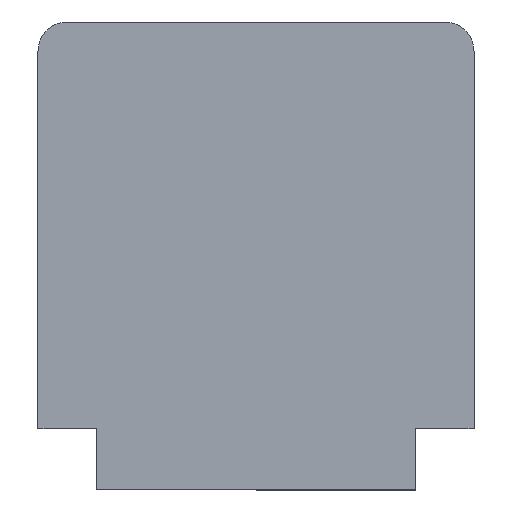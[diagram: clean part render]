
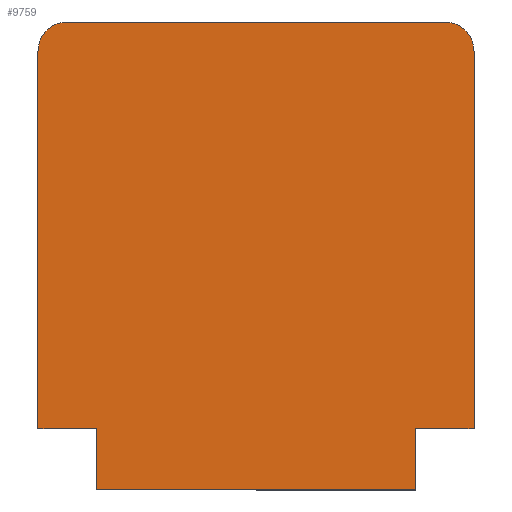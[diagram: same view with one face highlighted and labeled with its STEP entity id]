
A CAD part, left-side view. The second image highlights one B-rep face of the part: STEP entity #9759.
In plain terms, the highlighted planar face has unit normal (-1, 0, 0).
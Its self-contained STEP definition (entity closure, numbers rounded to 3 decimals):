
#122=AXIS2_PLACEMENT_3D('Circle Axis2P3D',#120,#121,$) ;
#1200=AXIS2_PLACEMENT_3D('Circle Axis2P3D',#1198,#1199,$) ;
#9740=AXIS2_PLACEMENT_3D('Plane Axis2P3D',#9737,#9738,#9739) ;
#41=CARTESIAN_POINT('Vertex',(0.,0.,15.1)) ;
#46=CARTESIAN_POINT('Line Origine',(0.,0.,8.6)) ;
#50=CARTESIAN_POINT('Vertex',(0.,0.,2.1)) ;
#115=CARTESIAN_POINT('Vertex',(0.,1.,16.1)) ;
#120=CARTESIAN_POINT('Axis2P3D Location',(0.,1.,15.1)) ;
#422=CARTESIAN_POINT('Line Origine',(0.,1.,2.1)) ;
#426=CARTESIAN_POINT('Vertex',(0.,2.,2.1)) ;
#675=CARTESIAN_POINT('Vertex',(0.,14.,16.1)) ;
#678=CARTESIAN_POINT('Line Origine',(0.,7.5,16.1)) ;
#1013=CARTESIAN_POINT('Vertex',(0.,13.,2.1)) ;
#1016=CARTESIAN_POINT('Line Origine',(0.,14.,2.1)) ;
#1020=CARTESIAN_POINT('Vertex',(0.,15.,2.1)) ;
#1133=CARTESIAN_POINT('Line Origine',(0.,15.,8.6)) ;
#1137=CARTESIAN_POINT('Vertex',(0.,15.,15.1)) ;
#1198=CARTESIAN_POINT('Axis2P3D Location',(0.,14.,15.1)) ;
#9387=CARTESIAN_POINT('Line Origine',(0.,2.,1.05)) ;
#9391=CARTESIAN_POINT('Vertex',(0.,2.,0.)) ;
#9429=CARTESIAN_POINT('Vertex',(0.,13.,0.)) ;
#9434=CARTESIAN_POINT('Line Origine',(0.,13.,1.05)) ;
#9737=CARTESIAN_POINT('Axis2P3D Location',(0.,7.5,0.)) ;
#9742=CARTESIAN_POINT('Line Origine',(0.,7.5,0.)) ;
#47=DIRECTION('Vector Direction',(0.,0.,-1.)) ;
#121=DIRECTION('Axis2P3D Direction',(1.,0.,0.)) ;
#423=DIRECTION('Vector Direction',(0.,1.,0.)) ;
#679=DIRECTION('Vector Direction',(0.,-1.,0.)) ;
#1017=DIRECTION('Vector Direction',(0.,1.,0.)) ;
#1134=DIRECTION('Vector Direction',(0.,0.,1.)) ;
#1199=DIRECTION('Axis2P3D Direction',(1.,0.,0.)) ;
#9388=DIRECTION('Vector Direction',(0.,0.,-1.)) ;
#9435=DIRECTION('Vector Direction',(0.,0.,1.)) ;
#9738=DIRECTION('Axis2P3D Direction',(1.,0.,0.)) ;
#9739=DIRECTION('Axis2P3D XDirection',(0.,1.,0.)) ;
#9743=DIRECTION('Vector Direction',(0.,1.,0.)) ;
#48=VECTOR('Line Direction',#47,1.) ;
#424=VECTOR('Line Direction',#423,1.) ;
#680=VECTOR('Line Direction',#679,1.) ;
#1018=VECTOR('Line Direction',#1017,1.) ;
#1135=VECTOR('Line Direction',#1134,1.) ;
#9389=VECTOR('Line Direction',#9388,1.) ;
#9436=VECTOR('Line Direction',#9435,1.) ;
#9744=VECTOR('Line Direction',#9743,1.) ;
#9748=ORIENTED_EDGE('',*,*,#9438,.T.) ;
#9749=ORIENTED_EDGE('',*,*,#9746,.T.) ;
#9750=ORIENTED_EDGE('',*,*,#9393,.T.) ;
#9751=ORIENTED_EDGE('',*,*,#428,.F.) ;
#9752=ORIENTED_EDGE('',*,*,#52,.F.) ;
#9753=ORIENTED_EDGE('',*,*,#124,.F.) ;
#9754=ORIENTED_EDGE('',*,*,#682,.F.) ;
#9755=ORIENTED_EDGE('',*,*,#1202,.F.) ;
#9756=ORIENTED_EDGE('',*,*,#1139,.F.) ;
#9757=ORIENTED_EDGE('',*,*,#1022,.F.) ;
#9759=ADVANCED_FACE('Koerper.2',(#9758),#9741,.F.) ;
#123=CIRCLE('generated circle',#122,1.) ;
#1201=CIRCLE('generated circle',#1200,1.) ;
#52=EDGE_CURVE('',#42,#51,#49,.T.) ;
#124=EDGE_CURVE('',#116,#42,#123,.T.) ;
#428=EDGE_CURVE('',#51,#427,#425,.T.) ;
#682=EDGE_CURVE('',#676,#116,#681,.T.) ;
#1022=EDGE_CURVE('',#1014,#1021,#1019,.T.) ;
#1139=EDGE_CURVE('',#1021,#1138,#1136,.T.) ;
#1202=EDGE_CURVE('',#1138,#676,#1201,.T.) ;
#9393=EDGE_CURVE('',#9392,#427,#9390,.F.) ;
#9438=EDGE_CURVE('',#1014,#9430,#9437,.F.) ;
#9746=EDGE_CURVE('',#9430,#9392,#9745,.F.) ;
#9747=EDGE_LOOP('',(#9748,#9749,#9750,#9751,#9752,#9753,#9754,#9755,#9756,#9757)) ;
#9758=FACE_OUTER_BOUND('',#9747,.T.) ;
#49=LINE('Line',#46,#48) ;
#425=LINE('Line',#422,#424) ;
#681=LINE('Line',#678,#680) ;
#1019=LINE('Line',#1016,#1018) ;
#1136=LINE('Line',#1133,#1135) ;
#9390=LINE('Line',#9387,#9389) ;
#9437=LINE('Line',#9434,#9436) ;
#9745=LINE('Line',#9742,#9744) ;
#9741=PLANE('',#9740) ;
#42=VERTEX_POINT('',#41) ;
#51=VERTEX_POINT('',#50) ;
#116=VERTEX_POINT('',#115) ;
#427=VERTEX_POINT('',#426) ;
#676=VERTEX_POINT('',#675) ;
#1014=VERTEX_POINT('',#1013) ;
#1021=VERTEX_POINT('',#1020) ;
#1138=VERTEX_POINT('',#1137) ;
#9392=VERTEX_POINT('',#9391) ;
#9430=VERTEX_POINT('',#9429) ;
